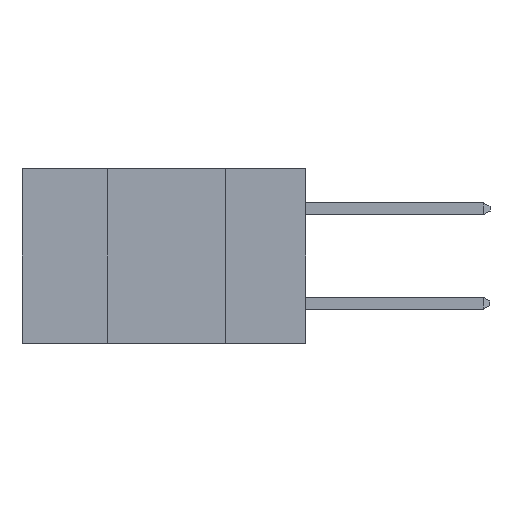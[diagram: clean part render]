
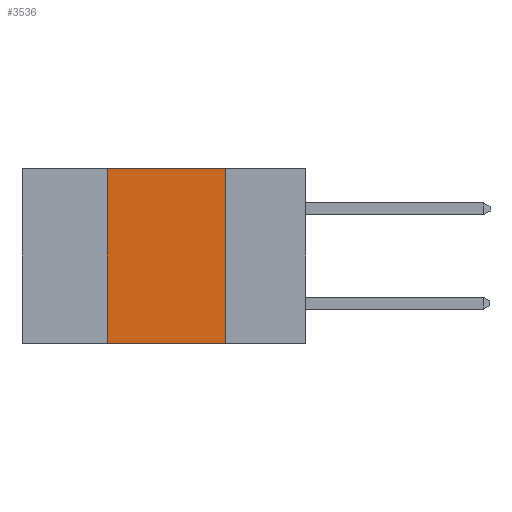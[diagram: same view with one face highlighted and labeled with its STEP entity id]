
A CAD part, left-side view. The second image highlights one B-rep face of the part: STEP entity #3536.
In plain terms, the highlighted planar face has unit normal (-1, 0, 0).
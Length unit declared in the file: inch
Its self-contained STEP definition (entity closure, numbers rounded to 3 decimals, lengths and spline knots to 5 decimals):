
#214 = CARTESIAN_POINT ( 'NONE',  ( 0., 0.17, 0. ) ) ;
#420 = FACE_OUTER_BOUND ( 'NONE', #9307, .T. ) ;
#438 = DIRECTION ( 'NONE',  ( 0., -1., 0. ) ) ;
#827 = LINE ( 'NONE', #3891, #5113 ) ;
#1003 = EDGE_CURVE ( 'NONE', #2191, #6508, #6938, .T. ) ;
#1340 = VECTOR ( 'NONE', #2669, 39.37008 ) ;
#1533 = EDGE_CURVE ( 'NONE', #2691, #2191, #7145, .T. ) ;
#2191 = VERTEX_POINT ( 'NONE', #214 ) ;
#2482 = CARTESIAN_POINT ( 'NONE',  ( 0., 0.17, 0. ) ) ;
#2669 = DIRECTION ( 'NONE',  ( 0., -1., 0. ) ) ;
#2691 = VERTEX_POINT ( 'NONE', #3237 ) ;
#3237 = CARTESIAN_POINT ( 'NONE',  ( 0., 0.42, 0. ) ) ;
#3536 = ADVANCED_FACE ( 'NONE', ( #420 ), #7713, .F. ) ;
#3546 = AXIS2_PLACEMENT_3D ( 'NONE', #9009, #6090, #8378 ) ;
#3891 = CARTESIAN_POINT ( 'NONE',  ( 0., 0.6, -0.37 ) ) ;
#3972 = DIRECTION ( 'NONE',  ( 0., 0., -1. ) ) ;
#3999 = CARTESIAN_POINT ( 'NONE',  ( 0., 0.17, -0.37 ) ) ;
#4100 = ORIENTED_EDGE ( 'NONE', *, *, #8771, .F. ) ;
#4629 = VECTOR ( 'NONE', #3972, 39.37008 ) ;
#5113 = VECTOR ( 'NONE', #438, 39.37008 ) ;
#5964 = ORIENTED_EDGE ( 'NONE', *, *, #1533, .F. ) ;
#6090 = DIRECTION ( 'NONE',  ( 1., 0., 0. ) ) ;
#6145 = CARTESIAN_POINT ( 'NONE',  ( 0., 0.6, 0. ) ) ;
#6311 = LINE ( 'NONE', #7527, #9084 ) ;
#6508 = VERTEX_POINT ( 'NONE', #3999 ) ;
#6938 = LINE ( 'NONE', #2482, #4629 ) ;
#7145 = LINE ( 'NONE', #6145, #1340 ) ;
#7417 = VERTEX_POINT ( 'NONE', #9884 ) ;
#7527 = CARTESIAN_POINT ( 'NONE',  ( 0., 0.42, 0. ) ) ;
#7713 = PLANE ( 'NONE',  #3546 ) ;
#8289 = DIRECTION ( 'NONE',  ( 0., 0., 1. ) ) ;
#8294 = EDGE_CURVE ( 'NONE', #7417, #6508, #827, .T. ) ;
#8378 = DIRECTION ( 'NONE',  ( 0., 0., -1. ) ) ;
#8771 = EDGE_CURVE ( 'NONE', #7417, #2691, #6311, .T. ) ;
#9009 = CARTESIAN_POINT ( 'NONE',  ( 0., 0.6, 0. ) ) ;
#9084 = VECTOR ( 'NONE', #8289, 39.37008 ) ;
#9307 = EDGE_LOOP ( 'NONE', ( #9405, #5964, #4100, #9638 ) ) ;
#9405 = ORIENTED_EDGE ( 'NONE', *, *, #1003, .F. ) ;
#9638 = ORIENTED_EDGE ( 'NONE', *, *, #8294, .T. ) ;
#9884 = CARTESIAN_POINT ( 'NONE',  ( 0., 0.42, -0.37 ) ) ;
